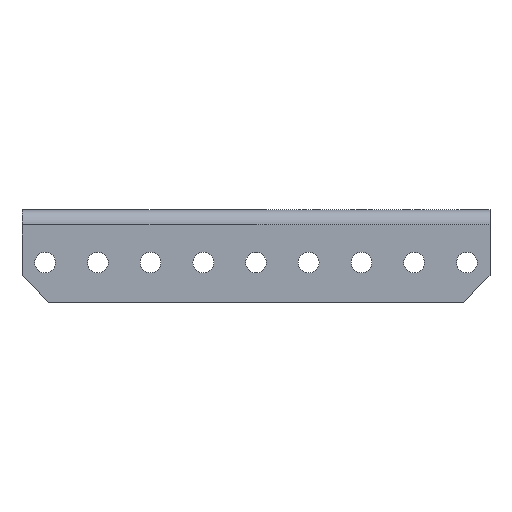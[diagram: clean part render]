
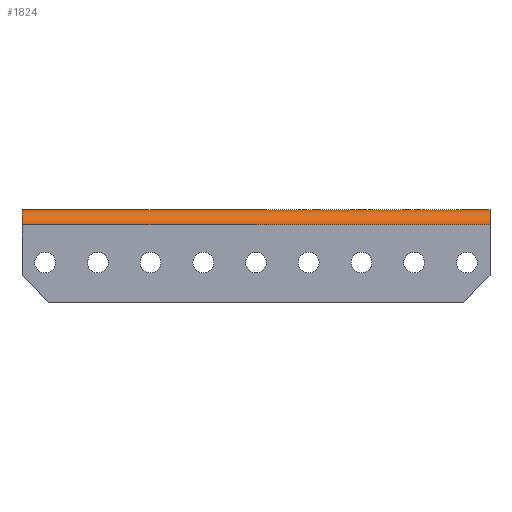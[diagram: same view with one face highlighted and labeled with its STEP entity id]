
A CAD part, top view. The second image highlights one B-rep face of the part: STEP entity #1824.
In plain terms, the highlighted cylindrical face has radius 3.61 mm (diameter 7.219 mm), a partial arc.
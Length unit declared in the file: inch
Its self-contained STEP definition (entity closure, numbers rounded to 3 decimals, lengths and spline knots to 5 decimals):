
#96 = DIRECTION ( 'NONE',  ( 0., 0., 1. ) ) ;
#256 = AXIS2_PLACEMENT_3D ( 'NONE', #2537, #391, #2504 ) ;
#374 = DIRECTION ( 'NONE',  ( 1., 0., 0. ) ) ;
#391 = DIRECTION ( 'NONE',  ( -1., 0., 0. ) ) ;
#420 = LINE ( 'NONE', #1341, #435 ) ;
#432 = VECTOR ( 'NONE', #1677, 39.37008 ) ;
#435 = VECTOR ( 'NONE', #374, 39.37008 ) ;
#526 = CYLINDRICAL_SURFACE ( 'NONE', #1857, 0.14211 ) ;
#557 = CARTESIAN_POINT ( 'NONE',  ( 2.21875, -0.14211, -0.14211 ) ) ;
#595 = CIRCLE ( 'NONE', #2846, 0.14211 ) ;
#632 = CARTESIAN_POINT ( 'NONE',  ( 2.21875, -0.14211, 0. ) ) ;
#758 = DIRECTION ( 'NONE',  ( -1., 0., 0. ) ) ;
#799 = EDGE_CURVE ( 'NONE', #2726, #1302, #420, .T. ) ;
#897 = CARTESIAN_POINT ( 'NONE',  ( -2.21875, -0.14211, 0. ) ) ;
#902 = EDGE_CURVE ( 'NONE', #1524, #1587, #2411, .T. ) ;
#1001 = FACE_OUTER_BOUND ( 'NONE', #1571, .T. ) ;
#1062 = CARTESIAN_POINT ( 'NONE',  ( -2.21875, 0., -0.14211 ) ) ;
#1081 = ORIENTED_EDGE ( 'NONE', *, *, #799, .T. ) ;
#1302 = VERTEX_POINT ( 'NONE', #632 ) ;
#1341 = CARTESIAN_POINT ( 'NONE',  ( 2.21875, -0.14211, 0. ) ) ;
#1524 = VERTEX_POINT ( 'NONE', #1062 ) ;
#1571 = EDGE_LOOP ( 'NONE', ( #2695, #2636, #1081, #3082 ) ) ;
#1587 = VERTEX_POINT ( 'NONE', #3001 ) ;
#1677 = DIRECTION ( 'NONE',  ( 1., 0., 0. ) ) ;
#1707 = DIRECTION ( 'NONE',  ( 0., 0., 1. ) ) ;
#1824 = ADVANCED_FACE ( 'NONE', ( #1001 ), #526, .T. ) ;
#1857 = AXIS2_PLACEMENT_3D ( 'NONE', #2898, #758, #1707 ) ;
#1956 = DIRECTION ( 'NONE',  ( 1., 0., 0. ) ) ;
#2411 = LINE ( 'NONE', #2872, #432 ) ;
#2504 = DIRECTION ( 'NONE',  ( 0., 0., 1. ) ) ;
#2537 = CARTESIAN_POINT ( 'NONE',  ( -2.21875, -0.14211, -0.14211 ) ) ;
#2636 = ORIENTED_EDGE ( 'NONE', *, *, #2830, .F. ) ;
#2687 = EDGE_CURVE ( 'NONE', #1587, #1302, #595, .T. ) ;
#2695 = ORIENTED_EDGE ( 'NONE', *, *, #902, .F. ) ;
#2726 = VERTEX_POINT ( 'NONE', #897 ) ;
#2830 = EDGE_CURVE ( 'NONE', #2726, #1524, #2938, .T. ) ;
#2846 = AXIS2_PLACEMENT_3D ( 'NONE', #557, #1956, #96 ) ;
#2872 = CARTESIAN_POINT ( 'NONE',  ( -2.21875, 0., -0.14211 ) ) ;
#2898 = CARTESIAN_POINT ( 'NONE',  ( -2.21875, -0.14211, -0.14211 ) ) ;
#2938 = CIRCLE ( 'NONE', #256, 0.14211 ) ;
#3001 = CARTESIAN_POINT ( 'NONE',  ( 2.21875, 0., -0.14211 ) ) ;
#3082 = ORIENTED_EDGE ( 'NONE', *, *, #2687, .F. ) ;
